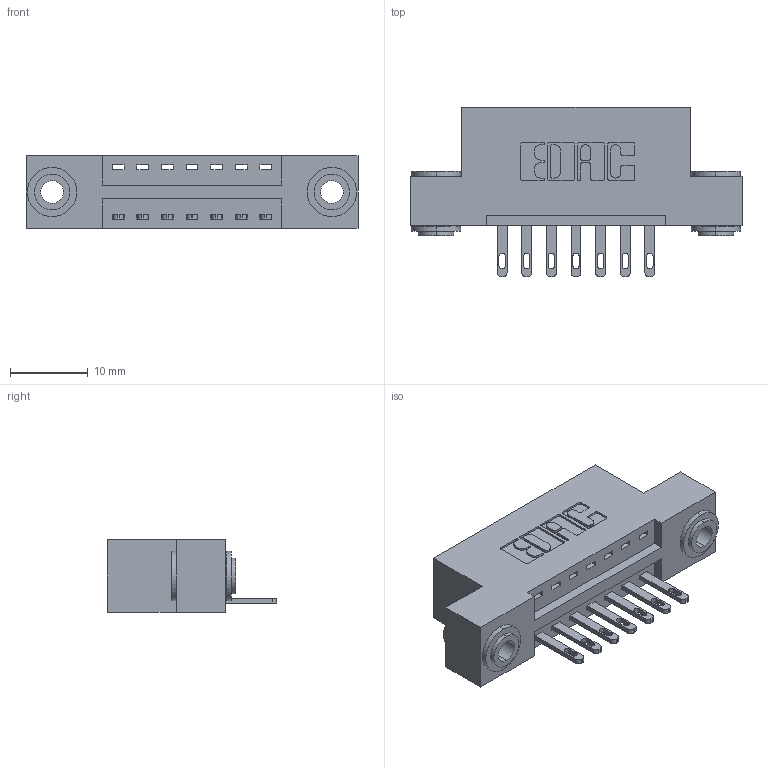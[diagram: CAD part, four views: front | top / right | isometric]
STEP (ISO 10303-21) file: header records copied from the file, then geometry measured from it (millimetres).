
FILE_DESCRIPTION (( 'STEP AP203' ), '1' );
FILE_NAME ('896-007-500-103.STEP', '2021-07-27T13:49:37', ( '' ), ( '' ), 'SwSTEP 2.0', 'SolidWorks 2020', '' );
FILE_SCHEMA (( 'CONFIG_CONTROL_DESIGN' ));
Length unit declared in the file: inch
Products named in the file (4): 345-292-001_345-293-100; 345-250-002_345-250-002-102; 896-007-500-103; 846 Part_Flush Mounting Lugs - 0.156 Dia-TH
Assembly tree (10 placements, depth 2):
  896-007-500-103
    846 Part_Flush Mounting Lugs - 0.156 Dia-TH
    345-292-001_345-293-100  x7
    345-250-002_345-250-002-102  x2
Bounding box: 42.8 x 21.84 x 9.4 mm (x, y, z)
Volume: 3879.4 mm3; surface area: 4706.5 mm2
Topology: 10 solids, 10 shells, 538 faces, 1581 edges, 1050 vertices
Faces by surface type: plane 324, cylinder 206, cone 8
Entity records: 9636 total; most frequent: CARTESIAN_POINT 1640, ORIENTED_EDGE 1574, DIRECTION 1523, EDGE_CURVE 787, VECTOR 599, LINE 599, VERTEX_POINT 522, AXIS2_PLACEMENT_3D 462
